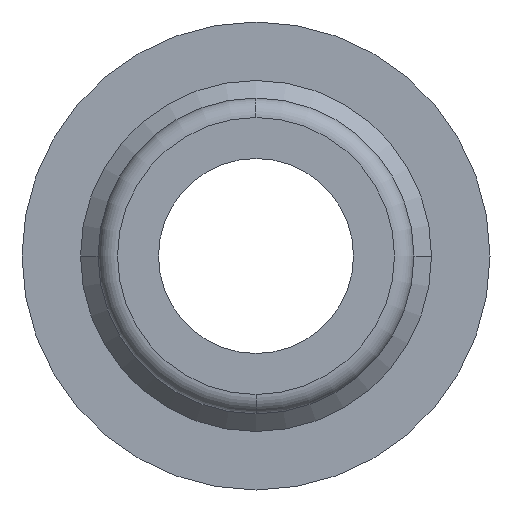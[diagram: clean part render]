
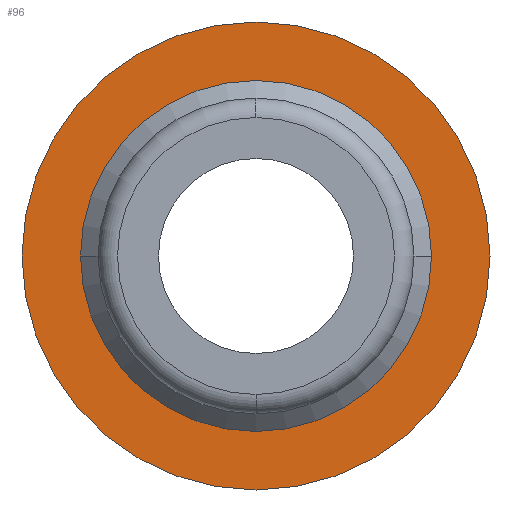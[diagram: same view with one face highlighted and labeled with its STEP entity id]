
A CAD part, front view. The second image highlights one B-rep face of the part: STEP entity #96.
In plain terms, the highlighted planar face has unit normal (0, -1, 0).
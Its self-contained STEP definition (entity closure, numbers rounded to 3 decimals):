
#96=ADVANCED_FACE('',(#219,#220),#221,.T.);
#219=FACE_OUTER_BOUND('',#366,.T.);
#220=FACE_BOUND('',#367,.T.);
#221=PLANE('',#368);
#366=EDGE_LOOP('',(#575,#576));
#367=EDGE_LOOP('',(#577,#578));
#368=AXIS2_PLACEMENT_3D('',#579,#580,#581);
#575=ORIENTED_EDGE('',*,*,#883,.F.);
#576=ORIENTED_EDGE('',*,*,#862,.F.);
#577=ORIENTED_EDGE('',*,*,#881,.F.);
#578=ORIENTED_EDGE('',*,*,#884,.F.);
#579=CARTESIAN_POINT('',(3.0,14.0,0.0));
#580=DIRECTION('',(-0.0,-1.0,-0.0));
#581=DIRECTION('',(-1.0,0.0,0.0));
#862=EDGE_CURVE('',#1028,#1023,#1030,.T.);
#881=EDGE_CURVE('',#1056,#1054,#1058,.T.);
#883=EDGE_CURVE('',#1023,#1028,#1060,.T.);
#884=EDGE_CURVE('',#1054,#1056,#1061,.T.);
#1023=VERTEX_POINT('',#1225);
#1028=VERTEX_POINT('',#1231);
#1030=CIRCLE('',#1234,6.0);
#1054=VERTEX_POINT('',#1260);
#1056=VERTEX_POINT('',#1263);
#1058=CIRCLE('',#1266,4.5);
#1060=CIRCLE('',#1268,6.0);
#1061=CIRCLE('',#1269,4.5);
#1225=CARTESIAN_POINT('',(6.0,14.0,0.0));
#1231=CARTESIAN_POINT('',(-6.0,14.0,0.));
#1234=AXIS2_PLACEMENT_3D('',#1444,#1445,#1446);
#1260=CARTESIAN_POINT('',(4.5,14.0,0.));
#1263=CARTESIAN_POINT('',(-4.5,14.0,0.));
#1266=AXIS2_PLACEMENT_3D('',#1478,#1479,#1480);
#1268=AXIS2_PLACEMENT_3D('',#1481,#1482,#1483);
#1269=AXIS2_PLACEMENT_3D('',#1484,#1485,#1486);
#1444=CARTESIAN_POINT('',(0.0,14.0,0.0));
#1445=DIRECTION('',(-0.0,1.0,0.0));
#1446=DIRECTION('',(1.0,0.0,0.0));
#1478=CARTESIAN_POINT('',(0.0,14.0,0.0));
#1479=DIRECTION('',(0.0,-1.0,0.0));
#1480=DIRECTION('',(1.0,0.0,0.0));
#1481=CARTESIAN_POINT('',(0.0,14.0,0.0));
#1482=DIRECTION('',(-0.0,1.0,0.0));
#1483=DIRECTION('',(1.0,0.0,0.0));
#1484=CARTESIAN_POINT('',(0.0,14.0,0.0));
#1485=DIRECTION('',(0.0,-1.0,0.0));
#1486=DIRECTION('',(1.0,0.0,0.0));
